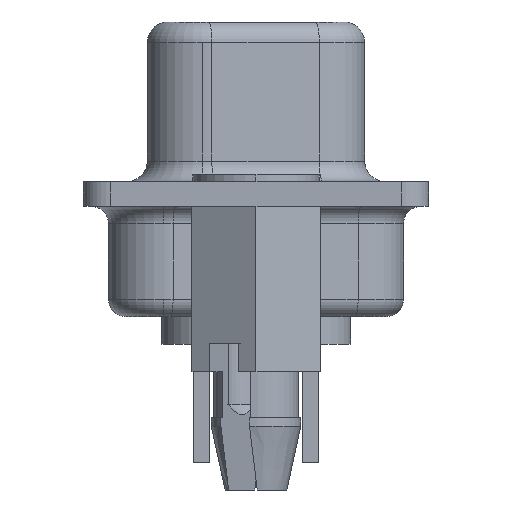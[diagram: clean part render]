
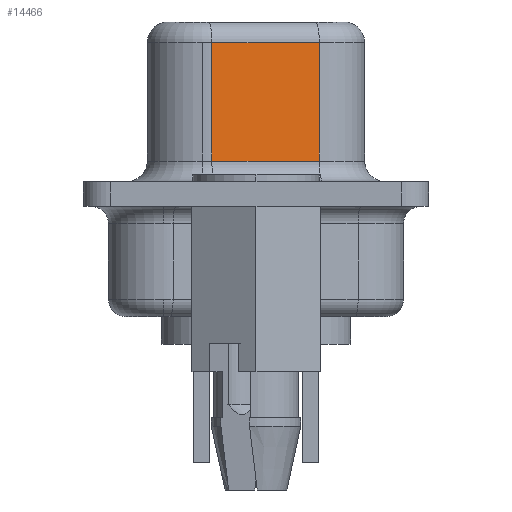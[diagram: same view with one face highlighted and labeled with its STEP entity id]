
A CAD part, left-side view. The second image highlights one B-rep face of the part: STEP entity #14466.
In plain terms, the highlighted planar face has unit normal (-0.985, -0.174, 0).
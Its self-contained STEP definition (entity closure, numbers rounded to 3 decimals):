
#88 = CARTESIAN_POINT ( 'NONE',  ( -19.19, 1.603, 5.5 ) ) ;
#92 = DIRECTION ( 'NONE',  ( 0.174, -0.985, 0. ) ) ;
#93 = CARTESIAN_POINT ( 'NONE',  ( -18.502, -2.297, 1.2 ) ) ;
#96 = DIRECTION ( 'NONE',  ( -0.174, 0.985, 0. ) ) ;
#1460 = DIRECTION ( 'NONE',  ( 0., 0., -1. ) ) ;
#1468 = CARTESIAN_POINT ( 'NONE',  ( -19.19, 1.603, 6.25 ) ) ;
#2517 = DIRECTION ( 'NONE',  ( -0.174, 0.985, 0. ) ) ;
#2518 = DIRECTION ( 'NONE',  ( 0.985, 0.174, 0. ) ) ;
#2526 = CARTESIAN_POINT ( 'NONE',  ( -19.19, 1.603, 6.25 ) ) ;
#2527 = PLANE ( 'NONE',  #10053 ) ;
#3294 = FACE_OUTER_BOUND ( 'NONE', #5081, .T. ) ;
#4325 = ORIENTED_EDGE ( 'NONE', *, *, #20077, .F. ) ;
#4351 = ORIENTED_EDGE ( 'NONE', *, *, #19793, .T. ) ;
#4858 = ORIENTED_EDGE ( 'NONE', *, *, #17389, .T. ) ;
#5081 = EDGE_LOOP ( 'NONE', ( #4858, #5169, #4325, #4351 ) ) ;
#5169 = ORIENTED_EDGE ( 'NONE', *, *, #19790, .T. ) ;
#6051 = VERTEX_POINT ( 'NONE', #13639 ) ;
#6245 = VERTEX_POINT ( 'NONE', #11973 ) ;
#6927 = VERTEX_POINT ( 'NONE', #11636 ) ;
#6937 = VERTEX_POINT ( 'NONE', #11633 ) ;
#7297 = LINE ( 'NONE', #1468, #7436 ) ;
#7436 = VECTOR ( 'NONE', #1460, 1000. ) ;
#10053 = AXIS2_PLACEMENT_3D ( 'NONE', #2526, #2518, #2517 ) ;
#11633 = CARTESIAN_POINT ( 'NONE',  ( -18.502, -2.297, 5.5 ) ) ;
#11636 = CARTESIAN_POINT ( 'NONE',  ( -18.502, -2.297, 1.2 ) ) ;
#11973 = CARTESIAN_POINT ( 'NONE',  ( -19.19, 1.603, 1.2 ) ) ;
#13639 = CARTESIAN_POINT ( 'NONE',  ( -19.19, 1.603, 5.5 ) ) ;
#14466 = ADVANCED_FACE ( 'NONE', ( #3294 ), #2527, .F. ) ;
#16669 = VECTOR ( 'NONE', #18293, 1000. ) ;
#16788 = LINE ( 'NONE', #88, #16810 ) ;
#16810 = VECTOR ( 'NONE', #96, 1000. ) ;
#16854 = LINE ( 'NONE', #93, #16921 ) ;
#16900 = LINE ( 'NONE', #18480, #16669 ) ;
#16921 = VECTOR ( 'NONE', #92, 1000. ) ;
#17389 = EDGE_CURVE ( 'NONE', #6051, #6245, #7297, .T. ) ;
#18293 = DIRECTION ( 'NONE',  ( 0., 0., -1. ) ) ;
#18480 = CARTESIAN_POINT ( 'NONE',  ( -18.502, -2.297, 6.25 ) ) ;
#19790 = EDGE_CURVE ( 'NONE', #6245, #6927, #16854, .T. ) ;
#19793 = EDGE_CURVE ( 'NONE', #6937, #6051, #16788, .T. ) ;
#20077 = EDGE_CURVE ( 'NONE', #6937, #6927, #16900, .T. ) ;
